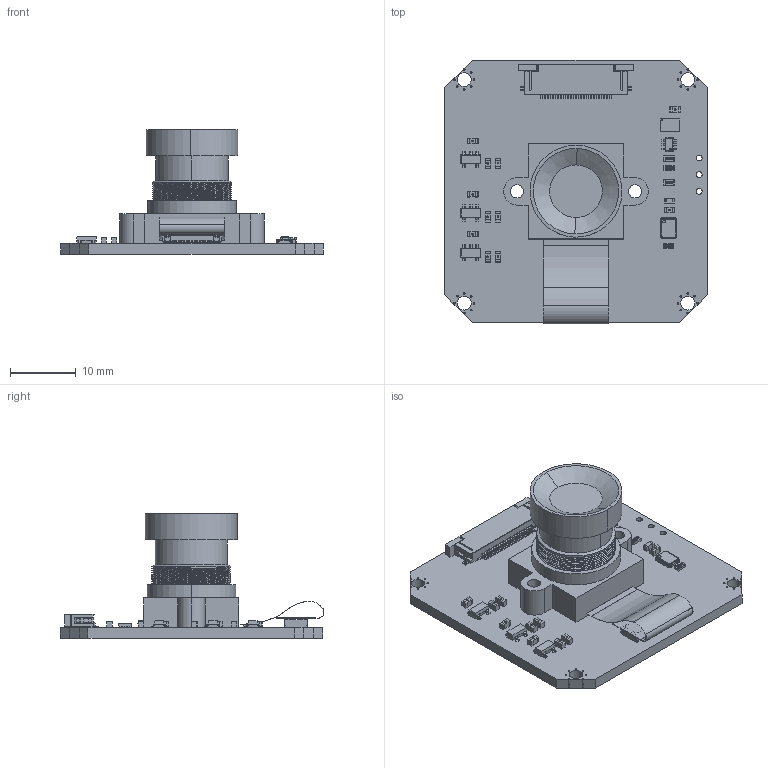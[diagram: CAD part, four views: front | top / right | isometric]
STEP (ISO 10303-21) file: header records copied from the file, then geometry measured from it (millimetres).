
FILE_DESCRIPTION (( 'STEP AP214' ), '1' );
FILE_NAME ('b0165.STEP', '2020-07-30T10:25:21', ( 'arducam007' ), ( '' ), 'SwSTEP 2.0', 'SolidWorks 2018', '' );
FILE_SCHEMA (( 'AUTOMOTIVE_DESIGN' ));
Length unit declared in the file: millimetre
Products named in the file (1): b0165
Bounding box: 40 x 40.19 x 19 mm (x, y, z)
Volume: 4504.8 mm3; surface area: 6687.6 mm2
Topology: 38 solids, 38 shells, 6091 faces, 17833 edges, 11478 vertices
Faces by surface type: plane 3969, cylinder 1669, bspline 339, sphere 96, cone 10, torus 8
Entity records: 293810 total; most frequent: CARTESIAN_POINT 66818, ORIENTED_EDGE 35434, DIRECTION 30534, EDGE_CURVE 17717, LINE 13578, VECTOR 13578, VERTEX_POINT 11478, AXIS2_PLACEMENT_3D 8478
